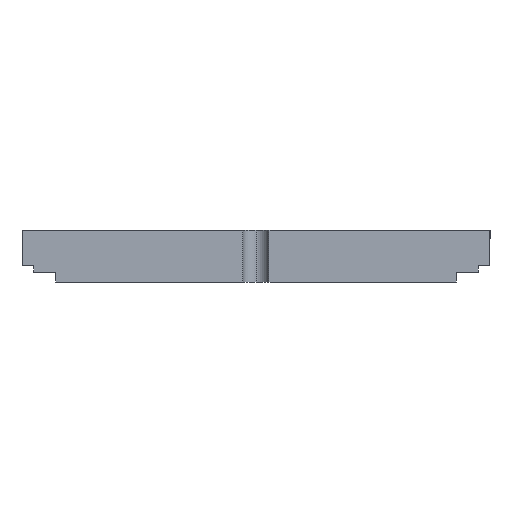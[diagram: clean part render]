
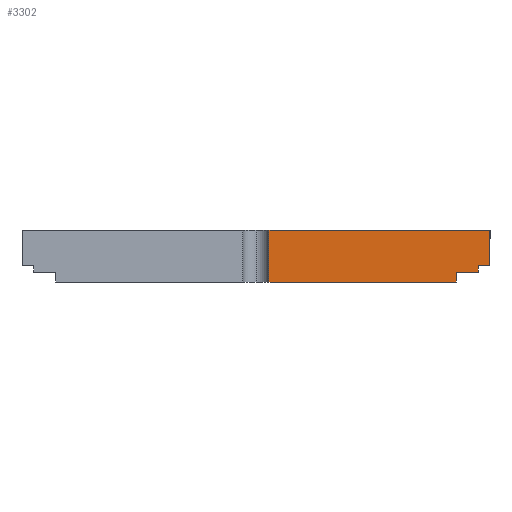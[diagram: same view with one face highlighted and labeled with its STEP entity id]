
A CAD part, left-side view. The second image highlights one B-rep face of the part: STEP entity #3302.
In plain terms, the highlighted planar face has unit normal (-1, 0, 0).
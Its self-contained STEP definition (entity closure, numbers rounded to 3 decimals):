
#2 = VERTEX_POINT ( 'NONE', #2647 ) ;
#23 = LINE ( 'NONE', #1160, #2524 ) ;
#152 = DIRECTION ( 'NONE',  ( 0., 0., -1. ) ) ;
#178 = LINE ( 'NONE', #591, #317 ) ;
#317 = VECTOR ( 'NONE', #1203, 1000. ) ;
#338 = EDGE_CURVE ( 'NONE', #2128, #366, #3626, .T. ) ;
#343 = DIRECTION ( 'NONE',  ( -1., 0., 0. ) ) ;
#366 = VERTEX_POINT ( 'NONE', #3846 ) ;
#411 = EDGE_CURVE ( 'NONE', #2, #2128, #23, .T. ) ;
#459 = CARTESIAN_POINT ( 'NONE',  ( 0., -36.2, 1.5 ) ) ;
#547 = DIRECTION ( 'NONE',  ( 0., 1., 0. ) ) ;
#581 = ORIENTED_EDGE ( 'NONE', *, *, #2004, .T. ) ;
#591 = CARTESIAN_POINT ( 'NONE',  ( 0., -4., 0. ) ) ;
#649 = VECTOR ( 'NONE', #3656, 1000. ) ;
#922 = CARTESIAN_POINT ( 'NONE',  ( 0., -4., 8. ) ) ;
#934 = EDGE_CURVE ( 'NONE', #1740, #2561, #3572, .T. ) ;
#937 = CARTESIAN_POINT ( 'NONE',  ( 0., -32.8, 1.5 ) ) ;
#955 = AXIS2_PLACEMENT_3D ( 'NONE', #3090, #343, #2757 ) ;
#989 = VERTEX_POINT ( 'NONE', #1307 ) ;
#1005 = VECTOR ( 'NONE', #3058, 1000. ) ;
#1090 = VERTEX_POINT ( 'NONE', #922 ) ;
#1160 = CARTESIAN_POINT ( 'NONE',  ( 0., -38., 8. ) ) ;
#1172 = ORIENTED_EDGE ( 'NONE', *, *, #2525, .F. ) ;
#1203 = DIRECTION ( 'NONE',  ( 0., 0., 1. ) ) ;
#1218 = ORIENTED_EDGE ( 'NONE', *, *, #3748, .F. ) ;
#1307 = CARTESIAN_POINT ( 'NONE',  ( 0., -36.2, 1.5 ) ) ;
#1535 = VECTOR ( 'NONE', #547, 1000. ) ;
#1614 = ORIENTED_EDGE ( 'NONE', *, *, #3229, .F. ) ;
#1635 = FACE_OUTER_BOUND ( 'NONE', #3507, .T. ) ;
#1690 = LINE ( 'NONE', #459, #2880 ) ;
#1740 = VERTEX_POINT ( 'NONE', #937 ) ;
#1742 = VECTOR ( 'NONE', #2372, 1000. ) ;
#1793 = LINE ( 'NONE', #2156, #1005 ) ;
#1863 = DIRECTION ( 'NONE',  ( 0., 0., -1. ) ) ;
#2004 = EDGE_CURVE ( 'NONE', #2, #1090, #2055, .T. ) ;
#2044 = CARTESIAN_POINT ( 'NONE',  ( 0., -4., 0. ) ) ;
#2055 = LINE ( 'NONE', #3292, #649 ) ;
#2128 = VERTEX_POINT ( 'NONE', #3708 ) ;
#2156 = CARTESIAN_POINT ( 'NONE',  ( 0., -38., 0. ) ) ;
#2372 = DIRECTION ( 'NONE',  ( 0., 1., 0. ) ) ;
#2448 = EDGE_CURVE ( 'NONE', #366, #989, #1690, .T. ) ;
#2467 = PLANE ( 'NONE',  #955 ) ;
#2524 = VECTOR ( 'NONE', #2989, 1000. ) ;
#2525 = EDGE_CURVE ( 'NONE', #989, #1740, #3777, .T. ) ;
#2561 = VERTEX_POINT ( 'NONE', #3333 ) ;
#2568 = VECTOR ( 'NONE', #1863, 1000. ) ;
#2624 = CARTESIAN_POINT ( 'NONE',  ( 0., -36.2, 2.5 ) ) ;
#2647 = CARTESIAN_POINT ( 'NONE',  ( 0., -38., 8. ) ) ;
#2686 = CARTESIAN_POINT ( 'NONE',  ( 0., -36.2, 1.5 ) ) ;
#2757 = DIRECTION ( 'NONE',  ( 0., 0., 1. ) ) ;
#2799 = ORIENTED_EDGE ( 'NONE', *, *, #411, .F. ) ;
#2880 = VECTOR ( 'NONE', #152, 1000. ) ;
#2989 = DIRECTION ( 'NONE',  ( 0., 0., -1. ) ) ;
#3058 = DIRECTION ( 'NONE',  ( 0., 1., 0. ) ) ;
#3090 = CARTESIAN_POINT ( 'NONE',  ( 0., -38., 8. ) ) ;
#3117 = ORIENTED_EDGE ( 'NONE', *, *, #2448, .F. ) ;
#3126 = VERTEX_POINT ( 'NONE', #2044 ) ;
#3229 = EDGE_CURVE ( 'NONE', #3126, #1090, #178, .T. ) ;
#3292 = CARTESIAN_POINT ( 'NONE',  ( 0., -38., 8. ) ) ;
#3302 = ADVANCED_FACE ( 'NONE', ( #1635 ), #2467, .T. ) ;
#3333 = CARTESIAN_POINT ( 'NONE',  ( 0., -32.8, 0. ) ) ;
#3394 = CARTESIAN_POINT ( 'NONE',  ( 0., -32.8, 1.5 ) ) ;
#3459 = ORIENTED_EDGE ( 'NONE', *, *, #338, .F. ) ;
#3507 = EDGE_LOOP ( 'NONE', ( #3117, #3459, #2799, #581, #1614, #1218, #3920, #1172 ) ) ;
#3572 = LINE ( 'NONE', #3394, #2568 ) ;
#3626 = LINE ( 'NONE', #2624, #1535 ) ;
#3656 = DIRECTION ( 'NONE',  ( 0., 1., 0. ) ) ;
#3708 = CARTESIAN_POINT ( 'NONE',  ( 0., -38., 2.5 ) ) ;
#3748 = EDGE_CURVE ( 'NONE', #2561, #3126, #1793, .T. ) ;
#3777 = LINE ( 'NONE', #2686, #1742 ) ;
#3846 = CARTESIAN_POINT ( 'NONE',  ( 0., -36.2, 2.5 ) ) ;
#3920 = ORIENTED_EDGE ( 'NONE', *, *, #934, .F. ) ;
